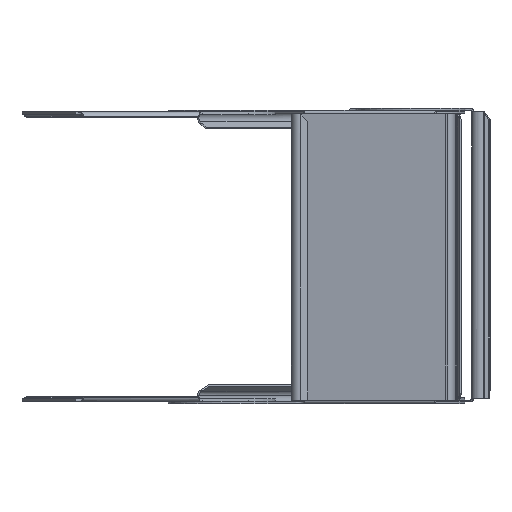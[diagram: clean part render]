
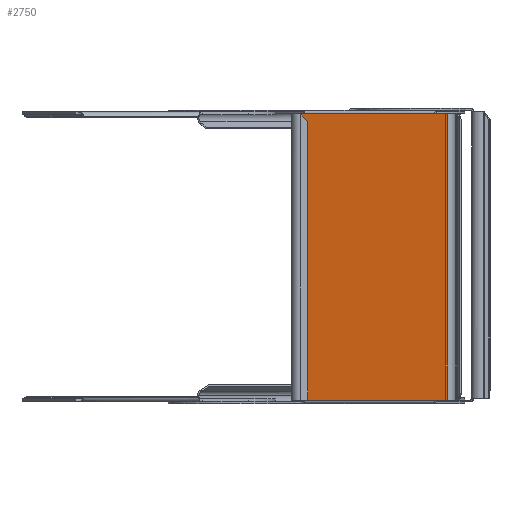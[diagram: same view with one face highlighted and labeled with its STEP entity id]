
A CAD part, left-side view. The second image highlights one B-rep face of the part: STEP entity #2750.
In plain terms, the highlighted face is planar.
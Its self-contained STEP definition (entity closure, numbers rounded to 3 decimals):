
#344=DIRECTION('',(-1.,0.,0.));
#345=VECTOR('',#344,181.);
#346=CARTESIAN_POINT('',(90.5,-1.25,-97.75));
#347=LINE('',#346,#345);
#419=DIRECTION('',(0.,0.,1.));
#420=VECTOR('',#419,195.);
#421=CARTESIAN_POINT('',(-104.5,-1.25,-97.5));
#422=LINE('',#421,#420);
#440=DIRECTION('',(1.,0.,0.));
#441=VECTOR('',#440,12.75);
#442=CARTESIAN_POINT('',(-104.5,-1.25,97.5));
#443=LINE('',#442,#441);
#698=DIRECTION('',(1.,0.,0.));
#699=VECTOR('',#698,181.);
#700=CARTESIAN_POINT('',(-90.5,-1.25,97.75));
#701=LINE('',#700,#699);
#721=CARTESIAN_POINT('',(-91.75,-1.25,100.75));
#722=DIRECTION('',(0.,1.,0.));
#723=DIRECTION('',(0.385,0.,-0.923));
#724=AXIS2_PLACEMENT_3D('',#721,#722,#723);
#726=CARTESIAN_POINT('',(91.75,-1.25,100.75));
#727=DIRECTION('',(0.,1.,0.));
#728=DIRECTION('',(0.,0.,-1.));
#729=AXIS2_PLACEMENT_3D('',#726,#727,#728);
#731=DIRECTION('',(-1.,0.,0.));
#732=VECTOR('',#731,12.75);
#733=CARTESIAN_POINT('',(104.5,-1.25,97.5));
#734=LINE('',#733,#732);
#735=CARTESIAN_POINT('',(91.75,-1.25,-100.75));
#736=DIRECTION('',(0.,1.,0.));
#737=DIRECTION('',(-0.385,0.,0.923));
#738=AXIS2_PLACEMENT_3D('',#735,#736,#737);
#740=CARTESIAN_POINT('',(-91.75,-1.25,-100.75));
#741=DIRECTION('',(0.,1.,0.));
#742=DIRECTION('',(0.,0.,1.));
#743=AXIS2_PLACEMENT_3D('',#740,#741,#742);
#745=DIRECTION('',(1.,0.,0.));
#746=VECTOR('',#745,12.75);
#747=CARTESIAN_POINT('',(-104.5,-1.25,-97.5));
#748=LINE('',#747,#746);
#915=DIRECTION('',(-1.,0.,0.));
#916=VECTOR('',#915,12.75);
#917=CARTESIAN_POINT('',(104.5,-1.25,-97.5));
#918=LINE('',#917,#916);
#923=DIRECTION('',(0.,0.,-1.));
#924=VECTOR('',#923,195.);
#925=CARTESIAN_POINT('',(104.5,-1.25,97.5));
#926=LINE('',#925,#924);
#1163=CARTESIAN_POINT('',(104.5,-1.25,97.5));
#1164=CARTESIAN_POINT('',(104.5,-1.25,-97.5));
#1165=VERTEX_POINT('',#1163);
#1166=VERTEX_POINT('',#1164);
#1214=CARTESIAN_POINT('',(91.75,-1.25,-97.5));
#1215=VERTEX_POINT('',#1214);
#1218=CARTESIAN_POINT('',(91.75,-1.25,97.5));
#1220=VERTEX_POINT('',#1218);
#1240=CARTESIAN_POINT('',(-104.5,-1.25,-97.5));
#1241=CARTESIAN_POINT('',(-104.5,-1.25,97.5));
#1242=VERTEX_POINT('',#1240);
#1243=VERTEX_POINT('',#1241);
#1244=CARTESIAN_POINT('',(-91.75,-1.25,-97.5));
#1245=VERTEX_POINT('',#1244);
#1246=CARTESIAN_POINT('',(-90.5,-1.25,-97.75));
#1247=VERTEX_POINT('',#1246);
#1248=CARTESIAN_POINT('',(90.5,-1.25,-97.75));
#1249=VERTEX_POINT('',#1248);
#1250=CARTESIAN_POINT('',(90.5,-1.25,97.75));
#1251=VERTEX_POINT('',#1250);
#1252=CARTESIAN_POINT('',(-90.5,-1.25,97.75));
#1253=VERTEX_POINT('',#1252);
#1254=CARTESIAN_POINT('',(-91.75,-1.25,97.5));
#1255=VERTEX_POINT('',#1254);
#2726=CARTESIAN_POINT('',(-91.75,-1.25,-100.75));
#2727=DIRECTION('',(0.,-1.,0.));
#2728=DIRECTION('',(0.,0.,-1.));
#2729=AXIS2_PLACEMENT_3D('',#2726,#2727,#2728);
#2730=PLANE('',#2729);
#2731=ORIENTED_EDGE('',*,*,#2178,.T.);
#2732=ORIENTED_EDGE('',*,*,#2212,.T.);
#2733=ORIENTED_EDGE('',*,*,#2224,.F.);
#2734=ORIENTED_EDGE('',*,*,#2717,.T.);
#2736=ORIENTED_EDGE('',*,*,#2735,.F.);
#2738=ORIENTED_EDGE('',*,*,#2737,.F.);
#2740=ORIENTED_EDGE('',*,*,#2739,.T.);
#2742=ORIENTED_EDGE('',*,*,#2741,.T.);
#2744=ORIENTED_EDGE('',*,*,#2743,.F.);
#2745=ORIENTED_EDGE('',*,*,#2003,.T.);
#2746=ORIENTED_EDGE('',*,*,#2112,.F.);
#2747=ORIENTED_EDGE('',*,*,#2156,.F.);
#2748=EDGE_LOOP('',(#2731,#2732,#2733,#2734,#2736,#2738,#2740,#2742,#2744,#2745,
#2746,#2747));
#2749=FACE_OUTER_BOUND('',#2748,.F.);
#2750=ADVANCED_FACE('',(#2749),#2730,.T.);
#725=CIRCLE('',#724,3.25);
#730=CIRCLE('',#729,3.25);
#739=CIRCLE('',#738,3.25);
#744=CIRCLE('',#743,3.25);
#2003=EDGE_CURVE('',#1249,#1247,#347,.T.);
#2112=EDGE_CURVE('',#1245,#1247,#744,.T.);
#2156=EDGE_CURVE('',#1242,#1245,#748,.T.);
#2178=EDGE_CURVE('',#1242,#1243,#422,.T.);
#2212=EDGE_CURVE('',#1243,#1255,#443,.T.);
#2224=EDGE_CURVE('',#1253,#1255,#725,.T.);
#2717=EDGE_CURVE('',#1253,#1251,#701,.T.);
#2735=EDGE_CURVE('',#1220,#1251,#730,.T.);
#2737=EDGE_CURVE('',#1165,#1220,#734,.T.);
#2739=EDGE_CURVE('',#1165,#1166,#926,.T.);
#2741=EDGE_CURVE('',#1166,#1215,#918,.T.);
#2743=EDGE_CURVE('',#1249,#1215,#739,.T.);
